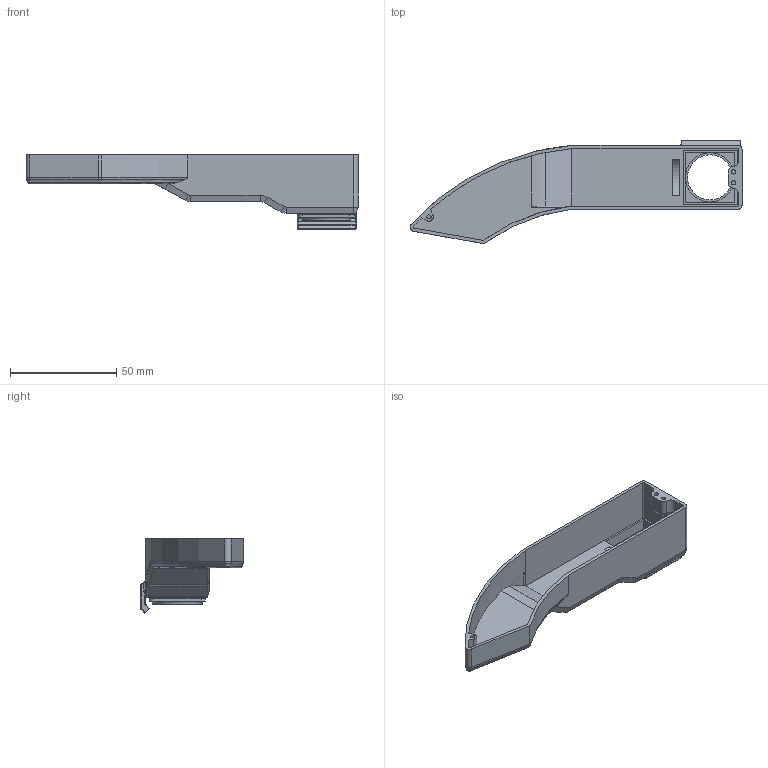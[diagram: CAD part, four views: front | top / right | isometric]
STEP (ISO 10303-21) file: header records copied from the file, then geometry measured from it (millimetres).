
FILE_DESCRIPTION(/* description */ (''),/* implementation_level */ '2;1');
FILE_NAME(/* name */ '',/* time_stamp */ '2023-12-11T16:11:27+08:00',/* author */ (''),/* organization */ (''),/* preprocessor_version */ 'ST-DEVELOPER v20',/* originating_system */ 'Autodesk Translation Framework v12.14.0.127',/* authorisation */ '');
FILE_SCHEMA (('AUTOMOTIVE_DESIGN { 1 0 10303 214 3 1 1 }'));
Length unit declared in the file: millimetre
Products named in the file (1): Fusion 零部件
Bounding box: 156.09 x 48.44 x 34.87 mm (x, y, z)
Volume: 19282.8 mm3; surface area: 23290.5 mm2
Topology: 1 solids, 1 shells, 204 faces, 491 edges, 299 vertices
Faces by surface type: plane 68, cylinder 65, bspline 41, torus 18, cone 12
Full cylindrical faces by diameter (mm): 2 x3, 21.2 x1, 23.2 x1
Entity records: 6812 total; most frequent: CARTESIAN_POINT 2194, ORIENTED_EDGE 980, DIRECTION 917, EDGE_CURVE 490, AXIS2_PLACEMENT_3D 344, VERTEX_POINT 299, LINE 229, VECTOR 229
